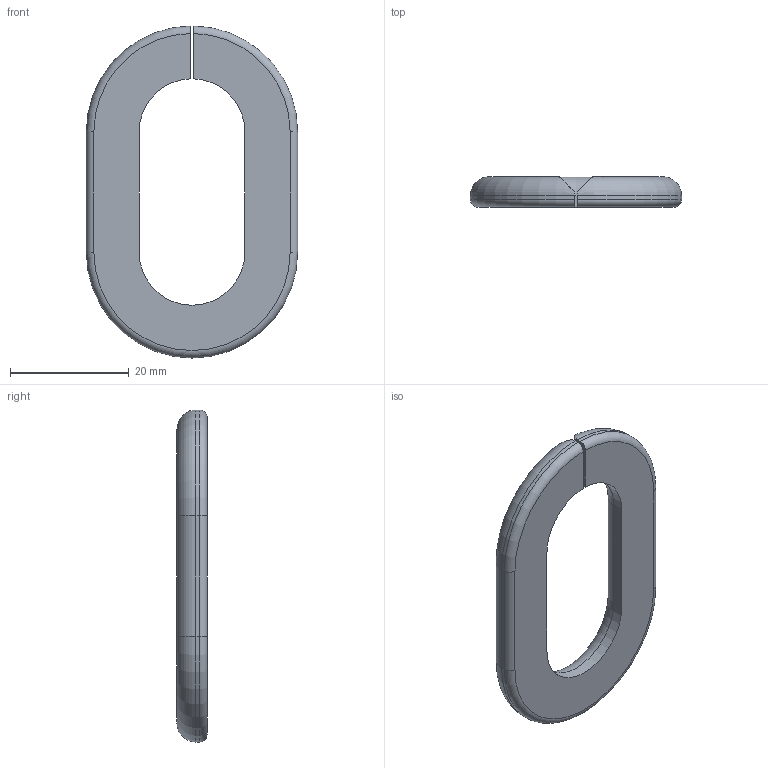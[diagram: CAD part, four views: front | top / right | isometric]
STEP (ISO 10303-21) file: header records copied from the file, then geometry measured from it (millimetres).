
FILE_DESCRIPTION(/* description */ (''),/* implementation_level */ '2;1');
FILE_NAME(/* name */ 'ChainLink.step',/* time_stamp */ '2025-05-27T22:03:51-04:00',/* author */ (''),/* organization */ (''),/* preprocessor_version */ 'ST-DEVELOPER v20.1',/* originating_system */ 'Autodesk Translation Framework v14.10.0.0',/* authorisation */ '');
FILE_SCHEMA (('AUTOMOTIVE_DESIGN { 1 0 10303 214 3 1 1 }'));
Length unit declared in the file: inch
Products named in the file (1): Chain
Bounding box: 35.56 x 5.08 x 55.88 mm (x, y, z)
Volume: 4966.5 mm3; surface area: 3095.9 mm2
Topology: 1 solids, 1 shells, 31 faces, 75 edges, 46 vertices
Faces by surface type: cylinder 12, plane 10, torus 9
Entity records: 1003 total; most frequent: CARTESIAN_POINT 235, DIRECTION 162, ORIENTED_EDGE 150, EDGE_CURVE 75, AXIS2_PLACEMENT_3D 65, VERTEX_POINT 46, CIRCLE 33, LINE 32
